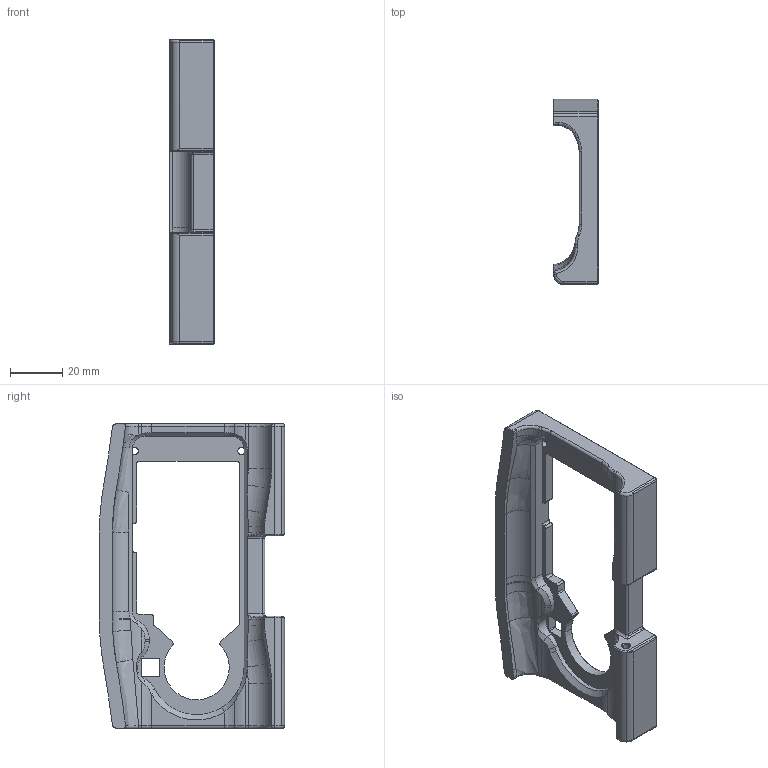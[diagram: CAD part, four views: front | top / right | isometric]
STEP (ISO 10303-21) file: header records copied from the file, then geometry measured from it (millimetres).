
FILE_DESCRIPTION (( 'STEP AP214' ), '1' );
FILE_NAME ('LCD_Front_holes.STEP', '2020-05-08T12:48:48', ( '' ), ( '' ), 'SwSTEP 2.0', 'SolidWorks 2019', '' );
FILE_SCHEMA (( 'AUTOMOTIVE_DESIGN' ));
Length unit declared in the file: millimetre
Products named in the file (1): LCD_Front_holes
Bounding box: 17 x 71 x 117 mm (x, y, z)
Volume: 46307.8 mm3; surface area: 17832.7 mm2
Topology: 1 solids, 1 shells, 329 faces, 823 edges, 495 vertices
Faces by surface type: cylinder 116, plane 97, cone 66, bspline 27, torus 23
Entity records: 11347 total; most frequent: CARTESIAN_POINT 3590, ORIENTED_EDGE 1638, DIRECTION 1626, EDGE_CURVE 819, AXIS2_PLACEMENT_3D 614, VERTEX_POINT 495, LINE 398, VECTOR 398
